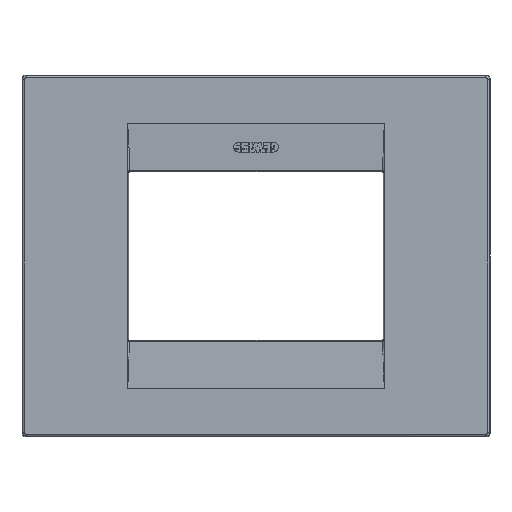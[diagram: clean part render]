
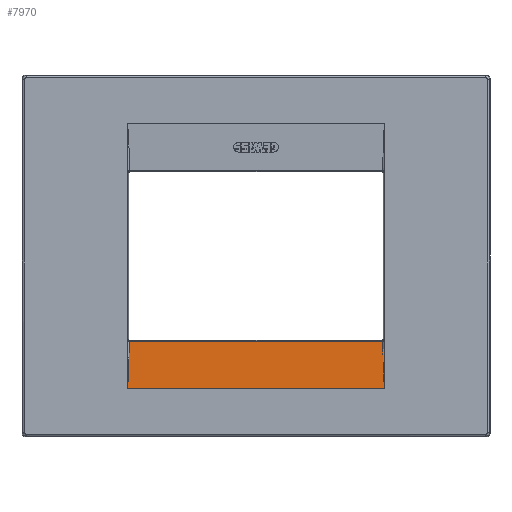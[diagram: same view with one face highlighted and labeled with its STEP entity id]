
A CAD part, top view. The second image highlights one B-rep face of the part: STEP entity #7970.
In plain terms, the highlighted planar face has unit normal (0, 0.04, 0.999).
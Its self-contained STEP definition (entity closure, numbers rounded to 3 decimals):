
#7920=AXIS2_PLACEMENT_3D('Plane Axis2P3D',#7917,#7918,#7919) ;
#6246=CARTESIAN_POINT('Vertex',(33.322,-22.528,7.011)) ;
#6268=CARTESIAN_POINT('Line Origine',(0.,-22.528,7.011)) ;
#6272=CARTESIAN_POINT('Vertex',(-33.322,-22.528,7.011)) ;
#7868=CARTESIAN_POINT('Control Point',(33.322,-22.528,7.011)) ;
#7869=CARTESIAN_POINT('Control Point',(33.325,-22.87,7.025)) ;
#7870=CARTESIAN_POINT('Control Point',(33.328,-23.213,7.039)) ;
#7871=CARTESIAN_POINT('Control Point',(33.331,-23.555,7.052)) ;
#7872=CARTESIAN_POINT('Control Point',(33.347,-24.927,7.107)) ;
#7873=CARTESIAN_POINT('Control Point',(33.369,-26.299,7.162)) ;
#7874=CARTESIAN_POINT('Control Point',(33.391,-27.313,7.203)) ;
#7875=CARTESIAN_POINT('Control Point',(33.426,-28.685,7.257)) ;
#7876=CARTESIAN_POINT('Control Point',(33.475,-30.057,7.312)) ;
#7877=CARTESIAN_POINT('Control Point',(33.488,-30.399,7.326)) ;
#7878=CARTESIAN_POINT('Control Point',(33.517,-31.084,7.353)) ;
#7879=CARTESIAN_POINT('Control Point',(33.552,-31.769,7.381)) ;
#7880=CARTESIAN_POINT('Control Point',(33.57,-32.109,7.394)) ;
#7881=CARTESIAN_POINT('Control Point',(33.601,-32.609,7.414)) ;
#7882=CARTESIAN_POINT('Control Point',(33.638,-33.11,7.434)) ;
#7883=CARTESIAN_POINT('Control Point',(33.651,-33.267,7.441)) ;
#7884=CARTESIAN_POINT('Control Point',(33.678,-33.587,7.453)) ;
#7885=CARTESIAN_POINT('Control Point',(33.711,-33.906,7.466)) ;
#7886=CARTESIAN_POINT('Control Point',(33.728,-34.047,7.472)) ;
#7887=CARTESIAN_POINT('Control Point',(33.753,-34.241,7.48)) ;
#7888=CARTESIAN_POINT('Control Point',(33.788,-34.434,7.487)) ;
#7889=CARTESIAN_POINT('Control Point',(33.794,-34.466,7.489)) ;
#7890=CARTESIAN_POINT('Control Point',(33.807,-34.531,7.491)) ;
#7891=CARTESIAN_POINT('Control Point',(33.823,-34.596,7.494)) ;
#7892=CARTESIAN_POINT('Control Point',(33.831,-34.624,7.495)) ;
#7893=CARTESIAN_POINT('Control Point',(33.843,-34.665,7.497)) ;
#7894=CARTESIAN_POINT('Control Point',(33.861,-34.704,7.498)) ;
#7895=CARTESIAN_POINT('Control Point',(33.865,-34.712,7.498)) ;
#7896=CARTESIAN_POINT('Control Point',(33.872,-34.725,7.499)) ;
#7897=CARTESIAN_POINT('Control Point',(33.88,-34.737,7.499)) ;
#7898=CARTESIAN_POINT('Control Point',(33.884,-34.742,7.5)) ;
#7899=CARTESIAN_POINT('Control Point',(33.888,-34.746,7.5)) ;
#7900=CARTESIAN_POINT('Control Point',(33.892,-34.75,7.5)) ;
#7901=CARTESIAN_POINT('Vertex',(33.892,-34.75,7.5)) ;
#7917=CARTESIAN_POINT('Axis2P3D Location',(0.,-22.25,7.)) ;
#7922=CARTESIAN_POINT('Line Origine',(0.,-34.75,7.5)) ;
#7926=CARTESIAN_POINT('Vertex',(-33.892,-34.75,7.5)) ;
#7930=CARTESIAN_POINT('Control Point',(-33.322,-22.528,7.011)) ;
#7931=CARTESIAN_POINT('Control Point',(-33.325,-22.87,7.025)) ;
#7932=CARTESIAN_POINT('Control Point',(-33.328,-23.213,7.039)) ;
#7933=CARTESIAN_POINT('Control Point',(-33.331,-23.555,7.052)) ;
#7934=CARTESIAN_POINT('Control Point',(-33.347,-24.927,7.107)) ;
#7935=CARTESIAN_POINT('Control Point',(-33.369,-26.299,7.162)) ;
#7936=CARTESIAN_POINT('Control Point',(-33.391,-27.313,7.203)) ;
#7937=CARTESIAN_POINT('Control Point',(-33.426,-28.685,7.257)) ;
#7938=CARTESIAN_POINT('Control Point',(-33.475,-30.057,7.312)) ;
#7939=CARTESIAN_POINT('Control Point',(-33.488,-30.399,7.326)) ;
#7940=CARTESIAN_POINT('Control Point',(-33.517,-31.084,7.353)) ;
#7941=CARTESIAN_POINT('Control Point',(-33.552,-31.769,7.381)) ;
#7942=CARTESIAN_POINT('Control Point',(-33.57,-32.109,7.394)) ;
#7943=CARTESIAN_POINT('Control Point',(-33.601,-32.609,7.414)) ;
#7944=CARTESIAN_POINT('Control Point',(-33.638,-33.11,7.434)) ;
#7945=CARTESIAN_POINT('Control Point',(-33.651,-33.267,7.441)) ;
#7946=CARTESIAN_POINT('Control Point',(-33.678,-33.587,7.453)) ;
#7947=CARTESIAN_POINT('Control Point',(-33.711,-33.906,7.466)) ;
#7948=CARTESIAN_POINT('Control Point',(-33.728,-34.047,7.472)) ;
#7949=CARTESIAN_POINT('Control Point',(-33.753,-34.241,7.48)) ;
#7950=CARTESIAN_POINT('Control Point',(-33.788,-34.434,7.487)) ;
#7951=CARTESIAN_POINT('Control Point',(-33.794,-34.466,7.489)) ;
#7952=CARTESIAN_POINT('Control Point',(-33.807,-34.531,7.491)) ;
#7953=CARTESIAN_POINT('Control Point',(-33.823,-34.596,7.494)) ;
#7954=CARTESIAN_POINT('Control Point',(-33.831,-34.624,7.495)) ;
#7955=CARTESIAN_POINT('Control Point',(-33.843,-34.665,7.497)) ;
#7956=CARTESIAN_POINT('Control Point',(-33.861,-34.704,7.498)) ;
#7957=CARTESIAN_POINT('Control Point',(-33.865,-34.712,7.498)) ;
#7958=CARTESIAN_POINT('Control Point',(-33.872,-34.725,7.499)) ;
#7959=CARTESIAN_POINT('Control Point',(-33.88,-34.737,7.499)) ;
#7960=CARTESIAN_POINT('Control Point',(-33.884,-34.742,7.5)) ;
#7961=CARTESIAN_POINT('Control Point',(-33.888,-34.746,7.5)) ;
#7962=CARTESIAN_POINT('Control Point',(-33.892,-34.75,7.5)) ;
#6269=DIRECTION('Vector Direction',(1.,0.,0.)) ;
#7918=DIRECTION('Axis2P3D Direction',(-0.,0.04,0.999)) ;
#7919=DIRECTION('Axis2P3D XDirection',(0.,-0.999,0.04)) ;
#7923=DIRECTION('Vector Direction',(-1.,0.,0.)) ;
#6270=VECTOR('Line Direction',#6269,1.) ;
#7924=VECTOR('Line Direction',#7923,1.) ;
#7965=ORIENTED_EDGE('',*,*,#7928,.T.) ;
#7966=ORIENTED_EDGE('',*,*,#7903,.T.) ;
#7967=ORIENTED_EDGE('',*,*,#6274,.T.) ;
#7968=ORIENTED_EDGE('',*,*,#7963,.F.) ;
#7970=ADVANCED_FACE('PartBody',(#7969),#7921,.T.) ;
#7867=B_SPLINE_CURVE_WITH_KNOTS('',5,(#7868,#7869,#7870,#7871,#7872,#7873,#7874,#7875,#7876,#7877,#7878,#7879,#7880,#7881,#7882,#7883,#7884,#7885,#7886,#7887,#7888,#7889,#7890,#7891,#7892,#7893,#7894,#7895,#7896,#7897,#7898,#7899,#7900),.UNSPECIFIED.,.F.,.U.,(6,3,3,3,3,3,3,3,3,3,6),(9.213,11.635,18.92,21.341,23.769,24.887,26.035,26.264,26.5,26.561,26.598),.UNSPECIFIED.) ;
#7929=B_SPLINE_CURVE_WITH_KNOTS('',5,(#7930,#7931,#7932,#7933,#7934,#7935,#7936,#7937,#7938,#7939,#7940,#7941,#7942,#7943,#7944,#7945,#7946,#7947,#7948,#7949,#7950,#7951,#7952,#7953,#7954,#7955,#7956,#7957,#7958,#7959,#7960,#7961,#7962),.UNSPECIFIED.,.F.,.U.,(6,3,3,3,3,3,3,3,3,3,6),(9.213,11.635,18.92,21.341,23.769,24.887,26.035,26.264,26.5,26.561,26.598),.UNSPECIFIED.) ;
#6274=EDGE_CURVE('',#6247,#6273,#6271,.F.) ;
#7903=EDGE_CURVE('',#7902,#6247,#7867,.F.) ;
#7928=EDGE_CURVE('',#7927,#7902,#7925,.F.) ;
#7963=EDGE_CURVE('',#7927,#6273,#7929,.F.) ;
#7964=EDGE_LOOP('',(#7965,#7966,#7967,#7968)) ;
#7969=FACE_OUTER_BOUND('',#7964,.T.) ;
#6271=LINE('Line',#6268,#6270) ;
#7925=LINE('Line',#7922,#7924) ;
#7921=PLANE('',#7920) ;
#6247=VERTEX_POINT('',#6246) ;
#6273=VERTEX_POINT('',#6272) ;
#7902=VERTEX_POINT('',#7901) ;
#7927=VERTEX_POINT('',#7926) ;
